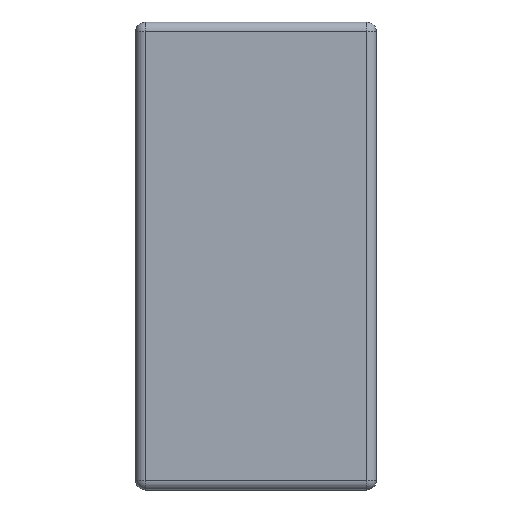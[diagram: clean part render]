
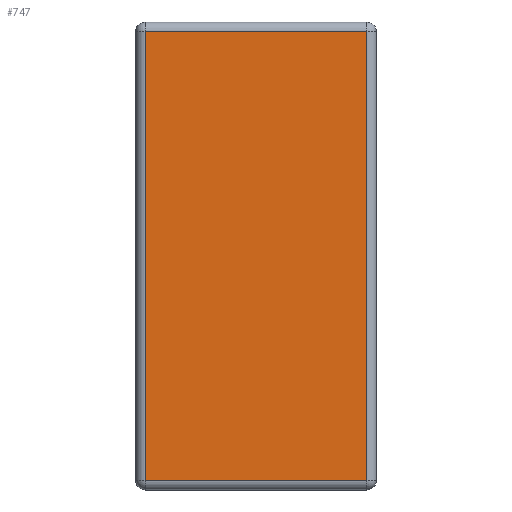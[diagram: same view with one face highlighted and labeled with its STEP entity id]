
A CAD part, left-side view. The second image highlights one B-rep face of the part: STEP entity #747.
In plain terms, the highlighted planar face has unit normal (-1, 0, 0).
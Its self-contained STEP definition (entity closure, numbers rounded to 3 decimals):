
#207 = LINE ( 'NONE', #2420, #937 ) ;
#239 = PLANE ( 'NONE',  #2346 ) ;
#459 = ORIENTED_EDGE ( 'NONE', *, *, #2107, .T. ) ;
#670 = ORIENTED_EDGE ( 'NONE', *, *, #2600, .T. ) ;
#706 = VECTOR ( 'NONE', #1625, 1000. ) ;
#747 = ADVANCED_FACE ( 'NONE', ( #2821 ), #239, .T. ) ;
#773 = VERTEX_POINT ( 'NONE', #1869 ) ;
#846 = LINE ( 'NONE', #3446, #706 ) ;
#884 = DIRECTION ( 'NONE',  ( 0., 0., 1. ) ) ;
#937 = VECTOR ( 'NONE', #1327, 1000. ) ;
#1084 = CARTESIAN_POINT ( 'NONE',  ( 0., 1.727, -0.073 ) ) ;
#1161 = VERTEX_POINT ( 'NONE', #1084 ) ;
#1302 = EDGE_CURVE ( 'NONE', #4112, #773, #1326, .T. ) ;
#1326 = LINE ( 'NONE', #3190, #4357 ) ;
#1327 = DIRECTION ( 'NONE',  ( 0., -1., 0. ) ) ;
#1488 = DIRECTION ( 'NONE',  ( -1., 0., 0. ) ) ;
#1539 = ORIENTED_EDGE ( 'NONE', *, *, #3897, .T. ) ;
#1625 = DIRECTION ( 'NONE',  ( 0., 0., -1. ) ) ;
#1869 = CARTESIAN_POINT ( 'NONE',  ( 0., 0.073, -0.073 ) ) ;
#2107 = EDGE_CURVE ( 'NONE', #4390, #4112, #207, .T. ) ;
#2346 = AXIS2_PLACEMENT_3D ( 'NONE', #4411, #1488, #4437 ) ;
#2420 = CARTESIAN_POINT ( 'NONE',  ( 0., 0., -3.427 ) ) ;
#2600 = EDGE_CURVE ( 'NONE', #1161, #4390, #846, .T. ) ;
#2821 = FACE_OUTER_BOUND ( 'NONE', #4083, .T. ) ;
#3190 = CARTESIAN_POINT ( 'NONE',  ( 0., 0.073, 0. ) ) ;
#3446 = CARTESIAN_POINT ( 'NONE',  ( 0., 1.727, -3.5 ) ) ;
#3593 = CARTESIAN_POINT ( 'NONE',  ( 0., 1.727, -3.427 ) ) ;
#3768 = LINE ( 'NONE', #3855, #4076 ) ;
#3855 = CARTESIAN_POINT ( 'NONE',  ( 0., 1.8, -0.073 ) ) ;
#3897 = EDGE_CURVE ( 'NONE', #773, #1161, #3768, .T. ) ;
#4076 = VECTOR ( 'NONE', #4477, 1000. ) ;
#4083 = EDGE_LOOP ( 'NONE', ( #459, #4440, #1539, #670 ) ) ;
#4112 = VERTEX_POINT ( 'NONE', #4161 ) ;
#4161 = CARTESIAN_POINT ( 'NONE',  ( 0., 0.073, -3.427 ) ) ;
#4357 = VECTOR ( 'NONE', #884, 1000. ) ;
#4390 = VERTEX_POINT ( 'NONE', #3593 ) ;
#4411 = CARTESIAN_POINT ( 'NONE',  ( 0., 0., 0. ) ) ;
#4437 = DIRECTION ( 'NONE',  ( 0., 0., 1. ) ) ;
#4440 = ORIENTED_EDGE ( 'NONE', *, *, #1302, .T. ) ;
#4477 = DIRECTION ( 'NONE',  ( 0., 1., 0. ) ) ;
